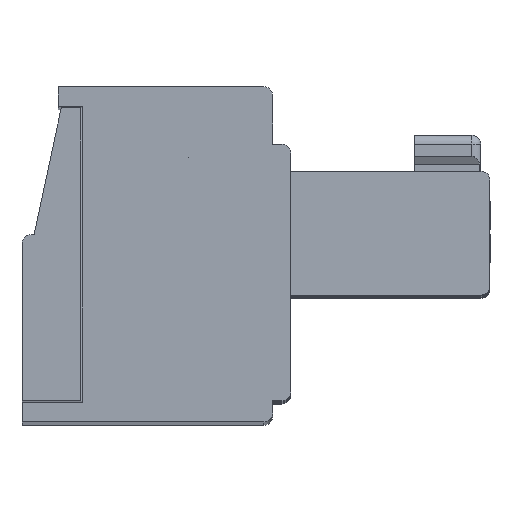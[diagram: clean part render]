
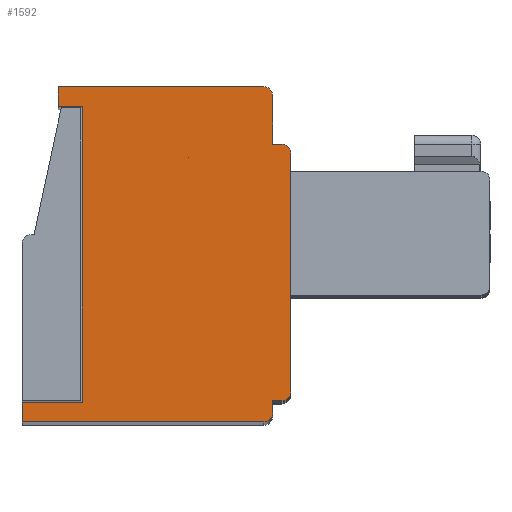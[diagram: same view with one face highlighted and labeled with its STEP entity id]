
A CAD part, top view. The second image highlights one B-rep face of the part: STEP entity #1592.
In plain terms, the highlighted planar face has unit normal (0, 0, 1).
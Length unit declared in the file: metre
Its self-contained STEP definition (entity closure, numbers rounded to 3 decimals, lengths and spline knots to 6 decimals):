
#1592=ADVANCED_FACE('',(#4595),#4596,.F.);
#4595=FACE_OUTER_BOUND('',#9202,.T.);
#4596=PLANE('',#9203);
#9202=EDGE_LOOP('',(#14038,#14039,#14040,#14041,#14042,#14043,#14044,#14045,#14046,#14047,#14048,#14049,#14050,#14051,#14052,#14053));
#9203=AXIS2_PLACEMENT_3D('',#14054,#14055,#14056);
#14038=ORIENTED_EDGE('',*,*,#27165,.T.);
#14039=ORIENTED_EDGE('',*,*,#27166,.T.);
#14040=ORIENTED_EDGE('',*,*,#27167,.T.);
#14041=ORIENTED_EDGE('',*,*,#27168,.T.);
#14042=ORIENTED_EDGE('',*,*,#27169,.T.);
#14043=ORIENTED_EDGE('',*,*,#27170,.F.);
#14044=ORIENTED_EDGE('',*,*,#27171,.T.);
#14045=ORIENTED_EDGE('',*,*,#27172,.T.);
#14046=ORIENTED_EDGE('',*,*,#27173,.T.);
#14047=ORIENTED_EDGE('',*,*,#27174,.T.);
#14048=ORIENTED_EDGE('',*,*,#27175,.T.);
#14049=ORIENTED_EDGE('',*,*,#27176,.T.);
#14050=ORIENTED_EDGE('',*,*,#27177,.T.);
#14051=ORIENTED_EDGE('',*,*,#27178,.F.);
#14052=ORIENTED_EDGE('',*,*,#27179,.T.);
#14053=ORIENTED_EDGE('',*,*,#27180,.T.);
#14054=CARTESIAN_POINT('',(0.013673,0.00851,0.055133));
#14055=DIRECTION('',(0.,0.,-1.0));
#14056=DIRECTION('',(0.0,-1.0,0.));
#27165=EDGE_CURVE('',#32492,#32493,#32494,.T.);
#27166=EDGE_CURVE('',#32493,#32495,#32496,.T.);
#27167=EDGE_CURVE('',#32495,#32497,#32498,.T.);
#27168=EDGE_CURVE('',#32497,#32499,#32500,.T.);
#27169=EDGE_CURVE('',#32499,#32501,#32502,.T.);
#27170=EDGE_CURVE('',#32503,#32501,#32504,.T.);
#27171=EDGE_CURVE('',#32503,#32505,#32506,.T.);
#27172=EDGE_CURVE('',#32505,#32507,#32508,.T.);
#27173=EDGE_CURVE('',#32507,#32509,#32510,.T.);
#27174=EDGE_CURVE('',#32509,#32511,#32512,.T.);
#27175=EDGE_CURVE('',#32511,#32513,#32514,.T.);
#27176=EDGE_CURVE('',#32513,#32515,#32516,.T.);
#27177=EDGE_CURVE('',#32515,#32517,#32518,.T.);
#27178=EDGE_CURVE('',#32519,#32517,#32520,.T.);
#27179=EDGE_CURVE('',#32519,#32521,#32522,.T.);
#27180=EDGE_CURVE('',#32521,#32492,#32523,.T.);
#32492=VERTEX_POINT('',#40418);
#32493=VERTEX_POINT('',#40419);
#32494=LINE('',#40420,#40421);
#32495=VERTEX_POINT('',#40422);
#32496=CIRCLE('',#40423,0.0003);
#32497=VERTEX_POINT('',#40424);
#32498=LINE('',#40425,#40426);
#32499=VERTEX_POINT('',#40427);
#32500=LINE('',#40428,#40429);
#32501=VERTEX_POINT('',#40430);
#32502=CIRCLE('',#40431,0.0003);
#32503=VERTEX_POINT('',#40432);
#32504=LINE('',#40433,#40434);
#32505=VERTEX_POINT('',#40435);
#32506=CIRCLE('',#40436,0.0003);
#32507=VERTEX_POINT('',#40437);
#32508=LINE('',#40438,#40439);
#32509=VERTEX_POINT('',#40440);
#32510=LINE('',#40441,#40442);
#32511=VERTEX_POINT('',#40443);
#32512=CIRCLE('',#40444,0.0003);
#32513=VERTEX_POINT('',#40445);
#32514=LINE('',#40446,#40447);
#32515=VERTEX_POINT('',#40448);
#32516=LINE('',#40449,#40450);
#32517=VERTEX_POINT('',#40451);
#32518=LINE('',#40452,#40453);
#32519=VERTEX_POINT('',#40454);
#32520=LINE('',#40455,#40456);
#32521=VERTEX_POINT('',#40457);
#32522=LINE('',#40458,#40459);
#32523=LINE('',#40460,#40461);
#40418=CARTESIAN_POINT('',(-0.001527,0.00051,0.055133));
#40419=CARTESIAN_POINT('',(0.006473,0.00051,0.055133));
#40420=CARTESIAN_POINT('',(0.013673,0.00051,0.055133));
#40421=VECTOR('',#51406,1.0);
#40422=CARTESIAN_POINT('',(0.006773,0.00081,0.055133));
#40423=AXIS2_PLACEMENT_3D('',#51407,#51408,#51409);
#40424=CARTESIAN_POINT('',(0.006773,0.00121,0.055133));
#40425=CARTESIAN_POINT('',(0.006773,0.00851,0.055133));
#40426=VECTOR('',#51410,1.0);
#40427=CARTESIAN_POINT('',(0.007073,0.00121,0.055133));
#40428=CARTESIAN_POINT('',(0.013673,0.00121,0.055133));
#40429=VECTOR('',#51411,1.0);
#40430=CARTESIAN_POINT('',(0.007373,0.00151,0.055133));
#40431=AXIS2_PLACEMENT_3D('',#51412,#51413,#51414);
#40432=CARTESIAN_POINT('',(0.007373,0.00941,0.055133));
#40433=CARTESIAN_POINT('',(0.007373,0.00941,0.055133));
#40434=VECTOR('',#51415,1.0);
#40435=CARTESIAN_POINT('',(0.007073,0.00971,0.055133));
#40436=AXIS2_PLACEMENT_3D('',#51416,#51417,#51418);
#40437=CARTESIAN_POINT('',(0.006773,0.00971,0.055133));
#40438=CARTESIAN_POINT('',(0.006773,0.00971,0.055133));
#40439=VECTOR('',#51419,1.0);
#40440=CARTESIAN_POINT('',(0.006773,0.01131,0.055133));
#40441=CARTESIAN_POINT('',(0.006773,0.00851,0.055133));
#40442=VECTOR('',#51420,1.0);
#40443=CARTESIAN_POINT('',(0.006473,0.01161,0.055133));
#40444=AXIS2_PLACEMENT_3D('',#51421,#51422,#51423);
#40445=CARTESIAN_POINT('',(-0.000327,0.01161,0.055133));
#40446=CARTESIAN_POINT('',(0.013673,0.01161,0.055133));
#40447=VECTOR('',#51424,1.0);
#40448=CARTESIAN_POINT('',(-0.000327,0.01096,0.055133));
#40449=CARTESIAN_POINT('',(-0.000327,0.00851,0.055133));
#40450=VECTOR('',#51425,1.0);
#40451=CARTESIAN_POINT('',(0.000473,0.01096,0.055133));
#40452=CARTESIAN_POINT('',(0.013673,0.01096,0.055133));
#40453=VECTOR('',#51426,1.0);
#40454=CARTESIAN_POINT('',(0.000473,0.00116,0.055133));
#40455=CARTESIAN_POINT('',(0.000473,0.00116,0.055133));
#40456=VECTOR('',#51427,1.0);
#40457=CARTESIAN_POINT('',(-0.001527,0.00116,0.055133));
#40458=CARTESIAN_POINT('',(0.013673,0.00116,0.055133));
#40459=VECTOR('',#51428,1.0);
#40460=CARTESIAN_POINT('',(-0.001527,0.00851,0.055133));
#40461=VECTOR('',#51429,1.0);
#51406=DIRECTION('',(1.0,0.,0.));
#51407=CARTESIAN_POINT('',(0.006473,0.00081,0.055133));
#51408=DIRECTION('',(0.,0.,1.0));
#51409=DIRECTION('',(-1.0,0.,0.));
#51410=DIRECTION('',(0.,1.0,0.));
#51411=DIRECTION('',(1.0,0.,0.));
#51412=CARTESIAN_POINT('',(0.007073,0.00151,0.055133));
#51413=DIRECTION('',(0.,0.,1.0));
#51414=DIRECTION('',(-1.0,0.,0.));
#51415=DIRECTION('',(0.,-1.0,0.0));
#51416=CARTESIAN_POINT('',(0.007073,0.00941,0.055133));
#51417=DIRECTION('',(0.,0.,1.0));
#51418=DIRECTION('',(-1.0,0.0,0.));
#51419=DIRECTION('',(-1.0,0.,0.));
#51420=DIRECTION('',(0.,1.0,0.));
#51421=CARTESIAN_POINT('',(0.006473,0.01131,0.055133));
#51422=DIRECTION('',(0.,0.,1.0));
#51423=DIRECTION('',(-1.0,0.,0.));
#51424=DIRECTION('',(-1.0,0.,0.));
#51425=DIRECTION('',(0.,-1.0,0.));
#51426=DIRECTION('',(1.0,0.,0.));
#51427=DIRECTION('',(0.,1.0,0.0));
#51428=DIRECTION('',(-1.0,0.,0.));
#51429=DIRECTION('',(0.,-1.0,0.));
